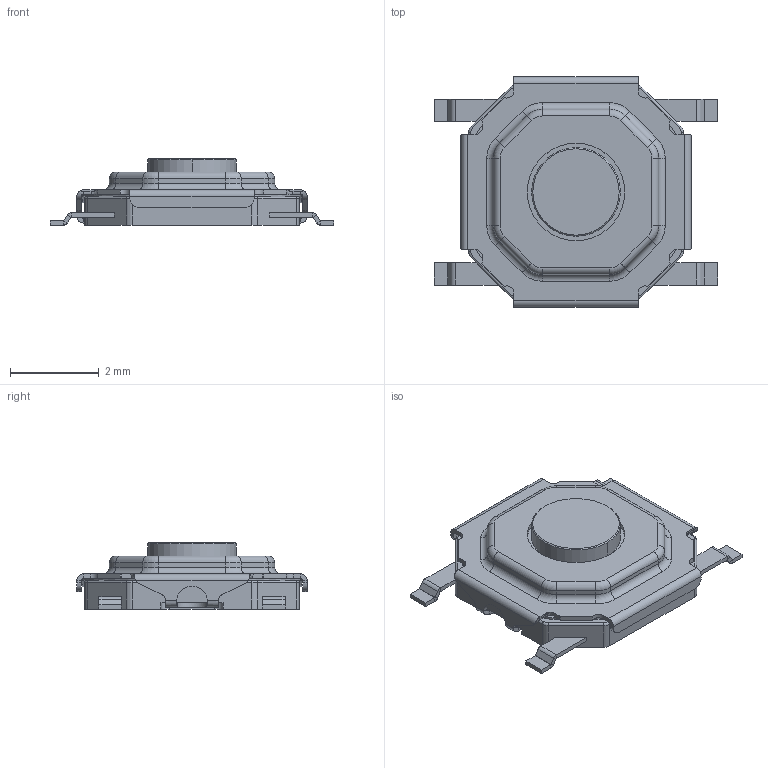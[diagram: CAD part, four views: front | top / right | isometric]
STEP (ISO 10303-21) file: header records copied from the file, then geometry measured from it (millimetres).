
FILE_DESCRIPTION(('FreeCAD Model'),'2;1');
FILE_NAME('TVCM16-015.STEP','2016-04-13T15:52:34',('Author'),(''), 'Open CASCADE STEP processor 6.8','FreeCAD','Unknown');
FILE_SCHEMA(('AUTOMOTIVE_DESIGN_CC2 { 1 2 10303 214 -1 1 5 4 }'));
Length unit declared in the file: millimetre
Products named in the file (1): TVCM16-015
Bounding box: 6.4 x 5.2 x 1.5 mm (x, y, z)
Volume: 23.5 mm3; surface area: 82.9 mm2
Topology: 1 solids, 1 shells, 361 faces, 862 edges, 494 vertices
Faces by surface type: plane 185, cylinder 134, torus 24, bspline 16, cone 2
Entity records: 40660 total; most frequent: CARTESIAN_POINT 22130, DIRECTION 2646, ORIENTED_EDGE 1724, PCURVE 1724, DEFINITIONAL_REPRESENTATION 1724, LINE 1264, VECTOR 1264, EDGE_CURVE 862
